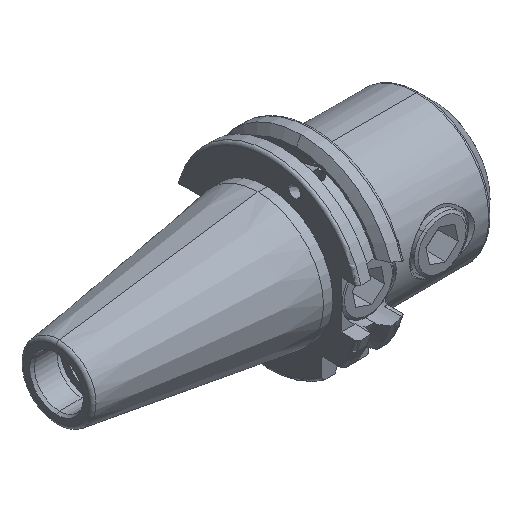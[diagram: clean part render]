
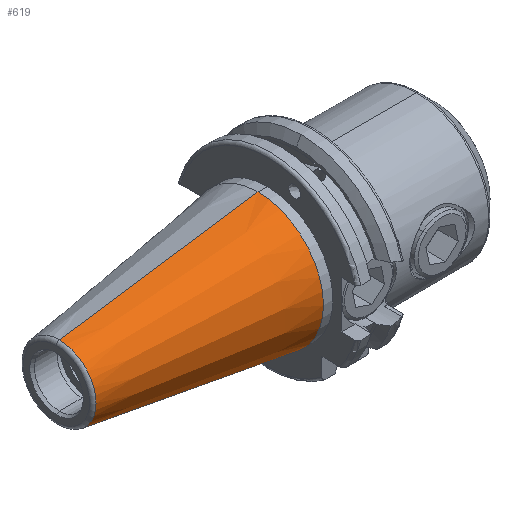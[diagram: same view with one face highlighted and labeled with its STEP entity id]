
A CAD part, isometric view. The second image highlights one B-rep face of the part: STEP entity #619.
In plain terms, the highlighted conical face has half-angle 8.297 degrees and reference radius 22.225 mm.
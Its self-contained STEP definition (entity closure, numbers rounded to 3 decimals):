
#43 = DIRECTION ( 'NONE',  ( -1., 0., 0. ) ) ;
#305 = DIRECTION ( 'NONE',  ( 0., 0., 1. ) ) ;
#366 = ORIENTED_EDGE ( 'NONE', *, *, #4808, .T. ) ;
#619 = ADVANCED_FACE ( 'NONE', ( #5098 ), #6452, .T. ) ;
#646 = ORIENTED_EDGE ( 'NONE', *, *, #4845, .F. ) ;
#694 = DIRECTION ( 'NONE',  ( -1., 0., 0. ) ) ;
#1249 = CARTESIAN_POINT ( 'NONE',  ( 0., 0., 22.225 ) ) ;
#1616 = VERTEX_POINT ( 'NONE', #5437 ) ;
#1726 = LINE ( 'NONE', #6906, #1884 ) ;
#1884 = VECTOR ( 'NONE', #2902, 1000. ) ;
#2226 = AXIS2_PLACEMENT_3D ( 'NONE', #4039, #694, #4604 ) ;
#2331 = AXIS2_PLACEMENT_3D ( 'NONE', #3392, #43, #3959 ) ;
#2360 = DIRECTION ( 'NONE',  ( 0.99, 0., 0.144 ) ) ;
#2895 = CARTESIAN_POINT ( 'NONE',  ( -67.373, 0., -12.4 ) ) ;
#2902 = DIRECTION ( 'NONE',  ( 0.99, 0., -0.144 ) ) ;
#3123 = DIRECTION ( 'NONE',  ( 1., 0., 0. ) ) ;
#3147 = CARTESIAN_POINT ( 'NONE',  ( 0., 0., 0. ) ) ;
#3392 = CARTESIAN_POINT ( 'NONE',  ( 0., 0., 0. ) ) ;
#3611 = EDGE_LOOP ( 'NONE', ( #6764, #366, #6223, #646 ) ) ;
#3959 = DIRECTION ( 'NONE',  ( 0., 0., -1. ) ) ;
#4039 = CARTESIAN_POINT ( 'NONE',  ( -67.373, 0., 0. ) ) ;
#4396 = CARTESIAN_POINT ( 'NONE',  ( 0., 0., 22.225 ) ) ;
#4498 = VERTEX_POINT ( 'NONE', #2895 ) ;
#4516 = VECTOR ( 'NONE', #2360, 1000. ) ;
#4604 = DIRECTION ( 'NONE',  ( 0., 0., -1. ) ) ;
#4687 = EDGE_CURVE ( 'NONE', #1616, #5729, #6413, .T. ) ;
#4694 = CIRCLE ( 'NONE', #2226, 12.4 ) ;
#4794 = EDGE_CURVE ( 'NONE', #4498, #6810, #4694, .T. ) ;
#4808 = EDGE_CURVE ( 'NONE', #4498, #1616, #1726, .T. ) ;
#4845 = EDGE_CURVE ( 'NONE', #6810, #5729, #6233, .T. ) ;
#5098 = FACE_OUTER_BOUND ( 'NONE', #3611, .T. ) ;
#5437 = CARTESIAN_POINT ( 'NONE',  ( 0., 0., -22.225 ) ) ;
#5729 = VERTEX_POINT ( 'NONE', #4396 ) ;
#6223 = ORIENTED_EDGE ( 'NONE', *, *, #4687, .T. ) ;
#6233 = LINE ( 'NONE', #1249, #4516 ) ;
#6249 = AXIS2_PLACEMENT_3D ( 'NONE', #3147, #3123, #305 ) ;
#6413 = CIRCLE ( 'NONE', #2331, 22.225 ) ;
#6452 = CONICAL_SURFACE ( 'NONE', #6249, 22.225, 0.145 ) ;
#6493 = CARTESIAN_POINT ( 'NONE',  ( -67.373, 0., 12.4 ) ) ;
#6764 = ORIENTED_EDGE ( 'NONE', *, *, #4794, .F. ) ;
#6810 = VERTEX_POINT ( 'NONE', #6493 ) ;
#6906 = CARTESIAN_POINT ( 'NONE',  ( 0., 0., -22.225 ) ) ;
